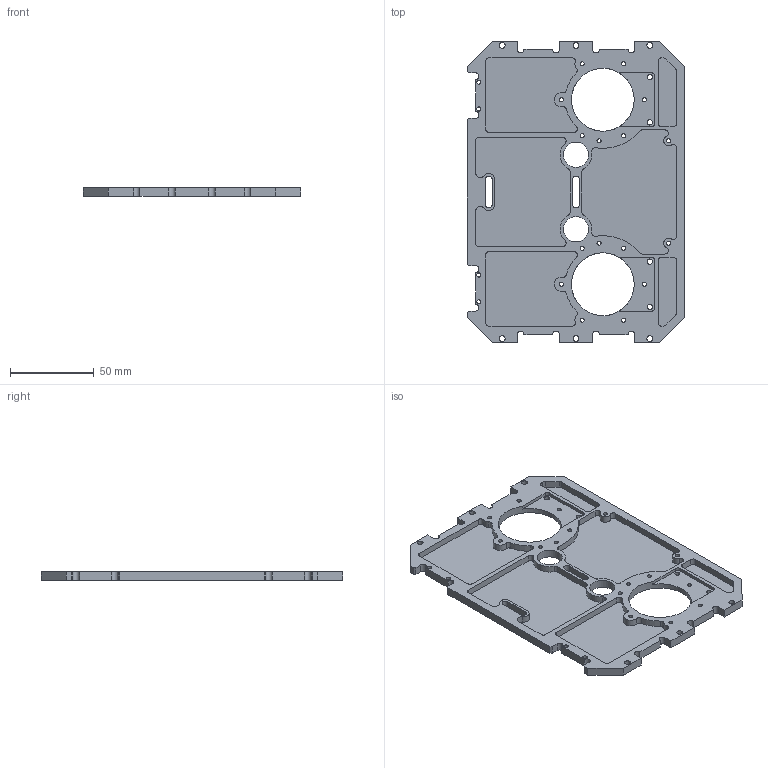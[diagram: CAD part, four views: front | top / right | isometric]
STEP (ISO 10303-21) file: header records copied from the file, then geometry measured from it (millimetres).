
FILE_DESCRIPTION(/* description */ (''),/* implementation_level */ '2;1');
FILE_NAME(/* name */ 'TorsoPelvisLowerFrame.stp',/* time_stamp */ '2024-04-25T16:13:54+09:00',/* author */ ('masato'),/* organization */ (''),/* preprocessor_version */ 'ST-DEVELOPER v20',/* originating_system */ 'Autodesk Inventor 2024',/* authorisation */ '');
FILE_SCHEMA (('AUTOMOTIVE_DESIGN { 1 0 10303 214 3 1 1 }'));
Length unit declared in the file: millimetre
Products named in the file (1): TorsoPelvisLowerFrame
Bounding box: 130 x 180 x 5 mm (x, y, z)
Volume: 46774.7 mm3; surface area: 49622.5 mm2
Topology: 1 solids, 1 shells, 196 faces, 564 edges, 376 vertices
Faces by surface type: cylinder 114, plane 82
Full cylindrical faces by diameter (mm): 2.459 x20, 3.1 x4, 3.5 x6, 15 x2, 37.5 x2
Entity records: 6707 total; most frequent: DIRECTION 1190, CARTESIAN_POINT 1137, ORIENTED_EDGE 1128, EDGE_CURVE 564, AXIS2_PLACEMENT_3D 429, VERTEX_POINT 376, LINE 332, VECTOR 332
